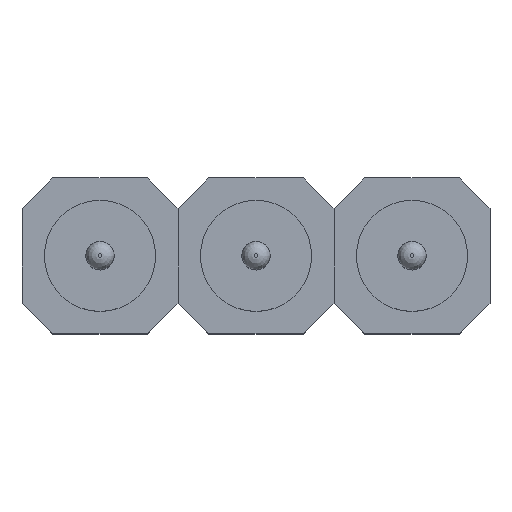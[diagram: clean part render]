
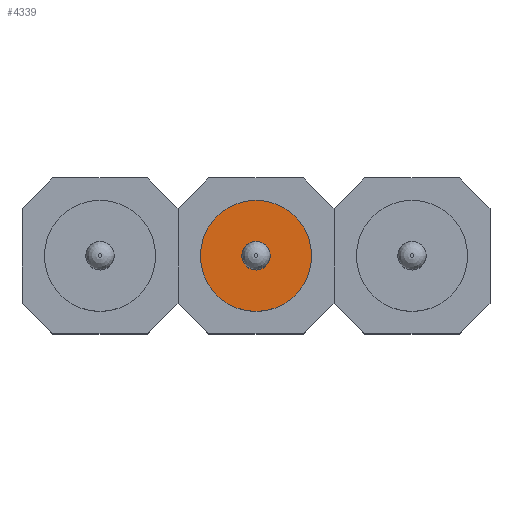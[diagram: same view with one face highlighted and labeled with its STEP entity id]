
A CAD part, top view. The second image highlights one B-rep face of the part: STEP entity #4339.
In plain terms, the highlighted planar face has unit normal (0, 0, 1).
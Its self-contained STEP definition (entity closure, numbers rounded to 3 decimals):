
#4266 = CYLINDRICAL_SURFACE('',#4267,0.905);
#4267 = AXIS2_PLACEMENT_3D('',#4268,#4269,#4270);
#4268 = CARTESIAN_POINT('',(2.54,0.,1.26));
#4269 = DIRECTION('',(0.,0.,-1.));
#4270 = DIRECTION('',(1.,0.,0.));
#4285 = VERTEX_POINT('',#4286);
#4286 = CARTESIAN_POINT('',(3.445,0.,1.76));
#4307 = EDGE_CURVE('',#4285,#4285,#4308,.T.);
#4308 = SURFACE_CURVE('',#4309,(#4314,#4321),.PCURVE_S1.);
#4309 = CIRCLE('',#4310,0.905);
#4310 = AXIS2_PLACEMENT_3D('',#4311,#4312,#4313);
#4311 = CARTESIAN_POINT('',(2.54,0.,1.76));
#4312 = DIRECTION('',(0.,0.,1.));
#4313 = DIRECTION('',(1.,0.,0.));
#4314 = PCURVE('',#4266,#4315);
#4315 = DEFINITIONAL_REPRESENTATION('',(#4316),#4320);
#4316 = LINE('',#4317,#4318);
#4317 = CARTESIAN_POINT('',(0.,-0.5));
#4318 = VECTOR('',#4319,1.);
#4319 = DIRECTION('',(-1.,0.));
#4320 = ( GEOMETRIC_REPRESENTATION_CONTEXT(2) 
PARAMETRIC_REPRESENTATION_CONTEXT() REPRESENTATION_CONTEXT('2D SPACE',''
  ) );
#4321 = PCURVE('',#4322,#4327);
#4322 = PLANE('',#4323);
#4323 = AXIS2_PLACEMENT_3D('',#4324,#4325,#4326);
#4324 = CARTESIAN_POINT('',(3.445,0.,1.76));
#4325 = DIRECTION('',(0.,0.,-1.));
#4326 = DIRECTION('',(-1.,0.,0.));
#4327 = DEFINITIONAL_REPRESENTATION('',(#4328),#4336);
#4328 = ( BOUNDED_CURVE() B_SPLINE_CURVE(2,(#4329,#4330,#4331,#4332,
#4333,#4334,#4335),.UNSPECIFIED.,.F.,.F.) B_SPLINE_CURVE_WITH_KNOTS((1,2
    ,2,2,2,1),(-2.094,0.,2.094,4.189,
6.283,8.378),.UNSPECIFIED.) CURVE() 
GEOMETRIC_REPRESENTATION_ITEM() RATIONAL_B_SPLINE_CURVE((1.,0.5,1.,0.5,
1.,0.5,1.)) REPRESENTATION_ITEM('') );
#4329 = CARTESIAN_POINT('',(0.,0.));
#4330 = CARTESIAN_POINT('',(0.,1.568));
#4331 = CARTESIAN_POINT('',(1.358,0.784));
#4332 = CARTESIAN_POINT('',(2.715,0.));
#4333 = CARTESIAN_POINT('',(1.358,-0.784));
#4334 = CARTESIAN_POINT('',(0.,-1.568));
#4335 = CARTESIAN_POINT('',(0.,0.));
#4336 = ( GEOMETRIC_REPRESENTATION_CONTEXT(2) 
PARAMETRIC_REPRESENTATION_CONTEXT() REPRESENTATION_CONTEXT('2D SPACE',''
  ) );
#4339 = ADVANCED_FACE('',(#4340,#4343),#4322,.F.);
#4340 = FACE_BOUND('',#4341,.F.);
#4341 = EDGE_LOOP('',(#4342));
#4342 = ORIENTED_EDGE('',*,*,#4307,.F.);
#4343 = FACE_BOUND('',#4344,.F.);
#4344 = EDGE_LOOP('',(#4345));
#4345 = ORIENTED_EDGE('',*,*,#4346,.F.);
#4346 = EDGE_CURVE('',#4347,#4347,#4349,.T.);
#4347 = VERTEX_POINT('',#4348);
#4348 = CARTESIAN_POINT('',(2.77,0.,1.76));
#4349 = SURFACE_CURVE('',#4350,(#4355,#4362),.PCURVE_S1.);
#4350 = CIRCLE('',#4351,0.23);
#4351 = AXIS2_PLACEMENT_3D('',#4352,#4353,#4354);
#4352 = CARTESIAN_POINT('',(2.54,0.,1.76));
#4353 = DIRECTION('',(0.,0.,-1.));
#4354 = DIRECTION('',(1.,0.,0.));
#4355 = PCURVE('',#4322,#4356);
#4356 = DEFINITIONAL_REPRESENTATION('',(#4357),#4361);
#4357 = CIRCLE('',#4358,0.23);
#4358 = AXIS2_PLACEMENT_2D('',#4359,#4360);
#4359 = CARTESIAN_POINT('',(0.905,0.));
#4360 = DIRECTION('',(-1.,0.));
#4361 = ( GEOMETRIC_REPRESENTATION_CONTEXT(2) 
PARAMETRIC_REPRESENTATION_CONTEXT() REPRESENTATION_CONTEXT('2D SPACE',''
  ) );
#4362 = PCURVE('',#4363,#4368);
#4363 = CYLINDRICAL_SURFACE('',#4364,0.23);
#4364 = AXIS2_PLACEMENT_3D('',#4365,#4366,#4367);
#4365 = CARTESIAN_POINT('',(2.54,0.,-2.7));
#4366 = DIRECTION('',(0.,0.,-1.));
#4367 = DIRECTION('',(1.,0.,0.));
#4368 = DEFINITIONAL_REPRESENTATION('',(#4369),#4373);
#4369 = LINE('',#4370,#4371);
#4370 = CARTESIAN_POINT('',(-6.283,-4.46));
#4371 = VECTOR('',#4372,1.);
#4372 = DIRECTION('',(1.,0.));
#4373 = ( GEOMETRIC_REPRESENTATION_CONTEXT(2) 
PARAMETRIC_REPRESENTATION_CONTEXT() REPRESENTATION_CONTEXT('2D SPACE',''
  ) );
